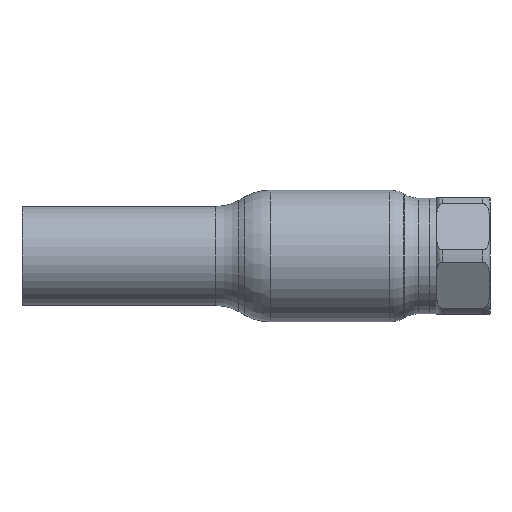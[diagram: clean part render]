
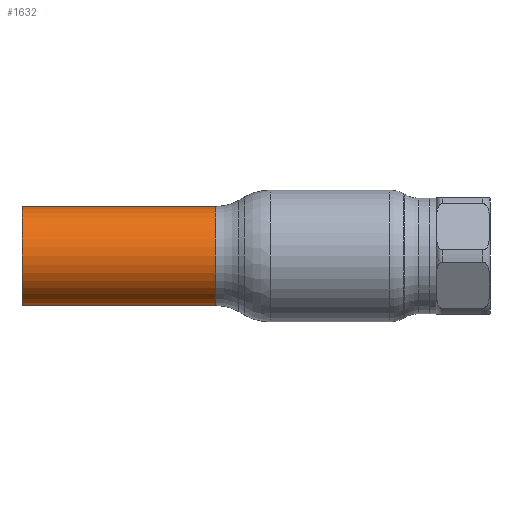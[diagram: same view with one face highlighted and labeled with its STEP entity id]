
A CAD part, front view. The second image highlights one B-rep face of the part: STEP entity #1632.
In plain terms, the highlighted cylindrical face has radius 21.2 mm (diameter 42.4 mm), a partial arc.
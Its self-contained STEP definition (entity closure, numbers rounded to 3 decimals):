
#409 = DIRECTION ( 'NONE',  ( 0., 0., 1. ) ) ;
#1273 = DIRECTION ( 'NONE',  ( -1., 0., 0. ) ) ;
#1571 = ORIENTED_EDGE ( 'NONE', *, *, #51718, .F. ) ;
#1632 = ADVANCED_FACE ( 'NONE', ( #28526 ), #9862, .T. ) ;
#2647 = DIRECTION ( 'NONE',  ( -1., 0., 0. ) ) ;
#3238 = LINE ( 'NONE', #28498, #54972 ) ;
#4633 = ORIENTED_EDGE ( 'NONE', *, *, #43962, .T. ) ;
#6033 = DIRECTION ( 'NONE',  ( -1., 0., 0. ) ) ;
#6300 = ORIENTED_EDGE ( 'NONE', *, *, #46095, .T. ) ;
#6382 = DIRECTION ( 'NONE',  ( 0., 0., 1. ) ) ;
#9862 = CYLINDRICAL_SURFACE ( 'NONE', #38647, 21.2 ) ;
#10727 = CARTESIAN_POINT ( 'NONE',  ( -62.69, 0., 0. ) ) ;
#13893 = DIRECTION ( 'NONE',  ( -1., 0., 0. ) ) ;
#18023 = ORIENTED_EDGE ( 'NONE', *, *, #35581, .F. ) ;
#18081 = AXIS2_PLACEMENT_3D ( 'NONE', #50449, #2647, #46750 ) ;
#20160 = VERTEX_POINT ( 'NONE', #49401 ) ;
#22485 = CARTESIAN_POINT ( 'NONE',  ( -47.57, 0., -21.2 ) ) ;
#28498 = CARTESIAN_POINT ( 'NONE',  ( -62.69, 0., -21.2 ) ) ;
#28526 = FACE_OUTER_BOUND ( 'NONE', #37074, .T. ) ;
#31554 = VERTEX_POINT ( 'NONE', #48906 ) ;
#35581 = EDGE_CURVE ( 'NONE', #47943, #20160, #39982, .T. ) ;
#37074 = EDGE_LOOP ( 'NONE', ( #1571, #4633, #6300, #18023 ) ) ;
#37146 = CIRCLE ( 'NONE', #38018, 21.2 ) ;
#38018 = AXIS2_PLACEMENT_3D ( 'NONE', #49331, #6033, #409 ) ;
#38647 = AXIS2_PLACEMENT_3D ( 'NONE', #10727, #1273, #6382 ) ;
#39982 = CIRCLE ( 'NONE', #18081, 21.2 ) ;
#41784 = CARTESIAN_POINT ( 'NONE',  ( -130.5, 0., -21.2 ) ) ;
#41905 = DIRECTION ( 'NONE',  ( -1., 0., 0. ) ) ;
#43962 = EDGE_CURVE ( 'NONE', #50399, #31554, #37146, .T. ) ;
#46095 = EDGE_CURVE ( 'NONE', #31554, #20160, #53075, .T. ) ;
#46750 = DIRECTION ( 'NONE',  ( 0., -1., 0. ) ) ;
#47943 = VERTEX_POINT ( 'NONE', #41784 ) ;
#48906 = CARTESIAN_POINT ( 'NONE',  ( -47.57, 0., 21.2 ) ) ;
#49331 = CARTESIAN_POINT ( 'NONE',  ( -47.57, 0., 0. ) ) ;
#49401 = CARTESIAN_POINT ( 'NONE',  ( -130.5, 0., 21.2 ) ) ;
#50399 = VERTEX_POINT ( 'NONE', #22485 ) ;
#50449 = CARTESIAN_POINT ( 'NONE',  ( -130.5, 0., 0. ) ) ;
#51718 = EDGE_CURVE ( 'NONE', #50399, #47943, #3238, .T. ) ;
#53075 = LINE ( 'NONE', #53639, #56503 ) ;
#53639 = CARTESIAN_POINT ( 'NONE',  ( -62.69, 0., 21.2 ) ) ;
#54972 = VECTOR ( 'NONE', #41905, 1000. ) ;
#56503 = VECTOR ( 'NONE', #13893, 1000. ) ;
